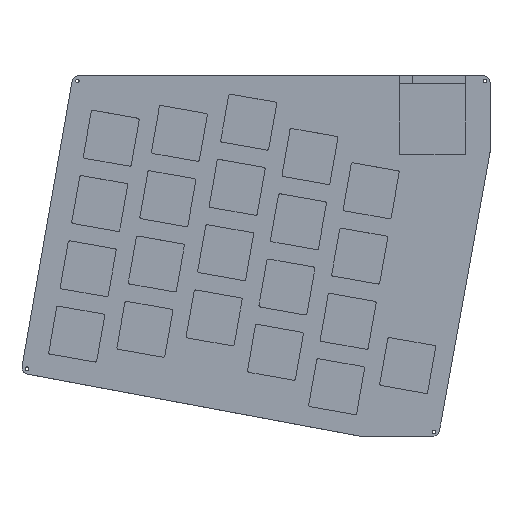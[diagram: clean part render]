
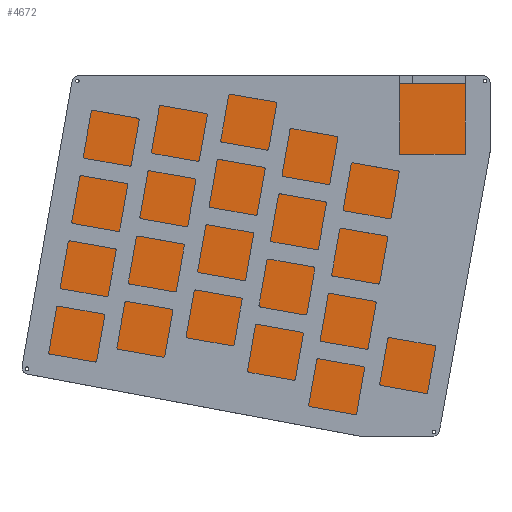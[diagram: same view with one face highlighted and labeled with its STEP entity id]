
A CAD part, top view. The second image highlights one B-rep face of the part: STEP entity #4672.
In plain terms, the highlighted planar face has unit normal (0, 0, 1).
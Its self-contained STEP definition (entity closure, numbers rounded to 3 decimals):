
#602=FACE_OUTER_BOUND('',#886,.T.);
#886=EDGE_LOOP('',(#4228,#4229,#4230,#4231,#4232,#4233,#4234,#4235));
#1350=LINE('',#7792,#1820);
#1352=LINE('',#7797,#1822);
#1353=LINE('',#7799,#1823);
#1354=LINE('',#7801,#1824);
#1355=LINE('',#7803,#1825);
#1356=LINE('',#7804,#1826);
#1357=LINE('',#7806,#1827);
#1358=LINE('',#7807,#1828);
#1820=VECTOR('',#6417,10.);
#1822=VECTOR('',#6421,10.);
#1823=VECTOR('',#6422,10.);
#1824=VECTOR('',#6423,10.);
#1825=VECTOR('',#6424,10.);
#1826=VECTOR('',#6425,10.);
#1827=VECTOR('',#6426,10.);
#1828=VECTOR('',#6427,10.);
#2287=VERTEX_POINT('',#7789);
#2288=VERTEX_POINT('',#7791);
#2289=VERTEX_POINT('',#7795);
#2290=VERTEX_POINT('',#7796);
#2291=VERTEX_POINT('',#7798);
#2292=VERTEX_POINT('',#7800);
#2293=VERTEX_POINT('',#7802);
#2294=VERTEX_POINT('',#7805);
#2946=EDGE_CURVE('',#2287,#2288,#1350,.T.);
#2948=EDGE_CURVE('',#2289,#2290,#1352,.T.);
#2949=EDGE_CURVE('',#2291,#2289,#1353,.T.);
#2950=EDGE_CURVE('',#2292,#2291,#1354,.T.);
#2951=EDGE_CURVE('',#2293,#2292,#1355,.T.);
#2952=EDGE_CURVE('',#2288,#2293,#1356,.T.);
#2953=EDGE_CURVE('',#2294,#2287,#1357,.T.);
#2954=EDGE_CURVE('',#2290,#2294,#1358,.T.);
#4228=ORIENTED_EDGE('',*,*,#2948,.F.);
#4229=ORIENTED_EDGE('',*,*,#2949,.F.);
#4230=ORIENTED_EDGE('',*,*,#2950,.F.);
#4231=ORIENTED_EDGE('',*,*,#2951,.F.);
#4232=ORIENTED_EDGE('',*,*,#2952,.F.);
#4233=ORIENTED_EDGE('',*,*,#2946,.F.);
#4234=ORIENTED_EDGE('',*,*,#2953,.F.);
#4235=ORIENTED_EDGE('',*,*,#2954,.F.);
#4446=PLANE('',#5122);
#4672=ADVANCED_FACE('',(#602),#4446,.T.);
#5122=AXIS2_PLACEMENT_3D('',#7794,#6419,#6420);
#6417=DIRECTION('',(1.,0.,0.));
#6419=DIRECTION('center_axis',(0.,0.,1.));
#6420=DIRECTION('ref_axis',(1.,0.,0.));
#6421=DIRECTION('',(-0.983,0.183,0.));
#6422=DIRECTION('',(-1.,0.,0.));
#6423=DIRECTION('',(-0.166,-0.986,0.));
#6424=DIRECTION('',(-0.179,-0.984,0.));
#6425=DIRECTION('',(0.,-1.,0.));
#6426=DIRECTION('',(0.173,0.985,0.));
#6427=DIRECTION('',(0.164,0.986,0.));
#7789=CARTESIAN_POINT('',(42.,-39.7,3.));
#7791=CARTESIAN_POINT('',(157.725,-39.7,3.));
#7792=CARTESIAN_POINT('',(125.225,-39.7,3.));
#7794=CARTESIAN_POINT('Origin',(92.725,-89.25,3.));
#7795=CARTESIAN_POINT('',(122.75,-138.8,3.));
#7796=CARTESIAN_POINT('',(27.725,-121.075,3.));
#7797=CARTESIAN_POINT('',(56.264,-126.398,3.));
#7798=CARTESIAN_POINT('',(143.35,-138.8,3.));
#7799=CARTESIAN_POINT('',(107.738,-138.8,3.));
#7800=CARTESIAN_POINT('',(143.725,-136.575,3.));
#7801=CARTESIAN_POINT('',(146.711,-118.858,3.));
#7802=CARTESIAN_POINT('',(157.725,-59.6,3.));
#7803=CARTESIAN_POINT('',(147.074,-118.16,3.));
#7804=CARTESIAN_POINT('',(157.725,-74.425,3.));
#7805=CARTESIAN_POINT('',(27.825,-120.475,3.));
#7806=CARTESIAN_POINT('',(38.54,-59.417,3.));
#7807=CARTESIAN_POINT('',(31.234,-100.022,3.));
